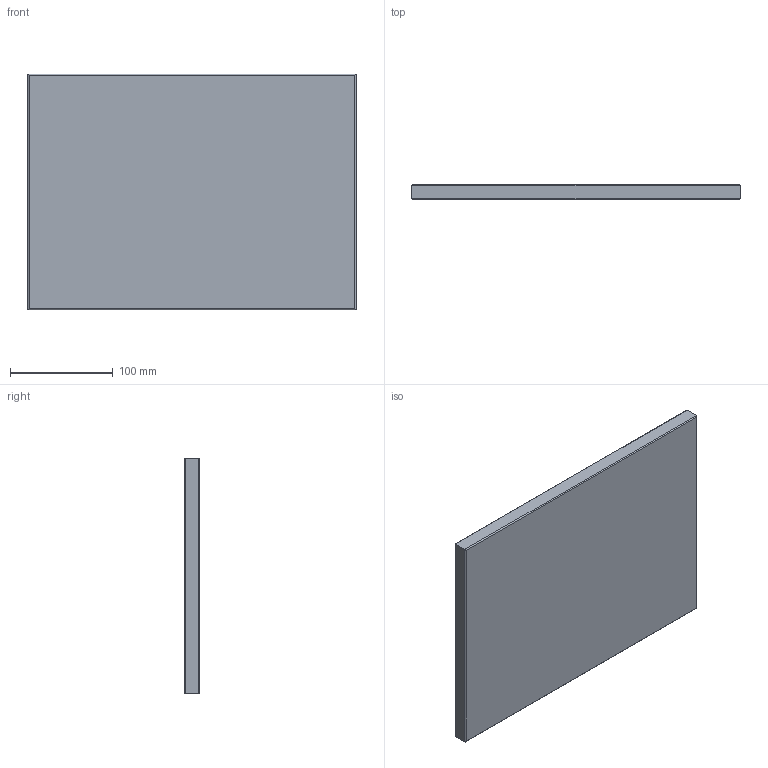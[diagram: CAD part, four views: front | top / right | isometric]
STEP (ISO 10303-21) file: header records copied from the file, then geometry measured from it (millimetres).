
FILE_DESCRIPTION(('Open CASCADE Model'),'2;1');
FILE_NAME('Open CASCADE Shape Model','2025-08-26T10:56:10',('Author'),( 'Open CASCADE'),'Open CASCADE STEP processor 7.7','Open CASCADE 7.7' ,'Unknown');
FILE_SCHEMA(('AUTOMOTIVE_DESIGN { 1 0 10303 214 1 1 1 1 }'));
Length unit declared in the file: millimetre
Products named in the file (4): 82d3c28a-825a-11f0-bb6e-fc5cee4c0b22; Glass; Glass_part
Assembly tree (3 placements, depth 4):
  82d3c28a-825a-11f0-bb6e-fc5cee4c0b22
    82d3c28a-825a-11f0-bb6e-fc5cee4c0b22
      Glass
        Glass_part
Bounding box: 320 x 15 x 230 mm (x, y, z)
Volume: 1103528.6 mm3; surface area: 162754.6 mm2
Topology: 1 solids, 1 shells, 14 faces, 28 edges, 16 vertices
Faces by surface type: cylinder 8, plane 6
Entity records: 873 total; most frequent: CARTESIAN_POINT 230, DIRECTION 112, LINE 60, VECTOR 60, ORIENTED_EDGE 56, PCURVE 56, DEFINITIONAL_REPRESENTATION 56, EDGE_CURVE 28
